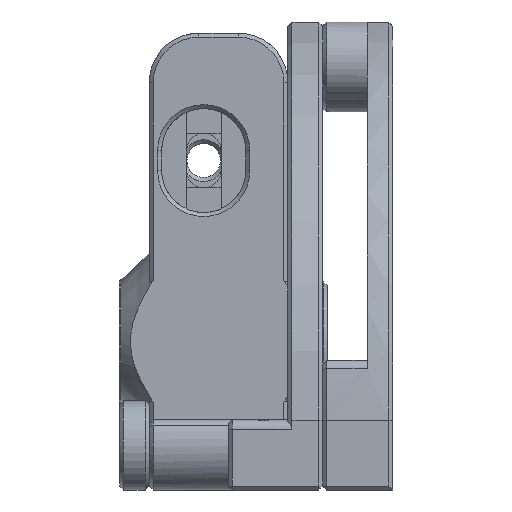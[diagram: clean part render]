
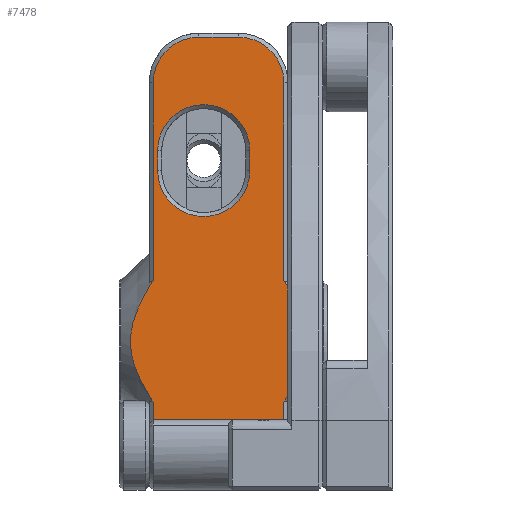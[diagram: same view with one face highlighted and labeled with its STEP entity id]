
A CAD part, front view. The second image highlights one B-rep face of the part: STEP entity #7478.
In plain terms, the highlighted planar face has unit normal (0, -1, 0).
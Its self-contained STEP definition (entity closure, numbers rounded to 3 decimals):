
#69=(
BOUNDED_CURVE()
B_SPLINE_CURVE(2,(#11841,#11842,#11843),.UNSPECIFIED.,.F.,.F.)
B_SPLINE_CURVE_WITH_KNOTS((3,3),(0.316,0.381),
 .UNSPECIFIED.)
CURVE()
GEOMETRIC_REPRESENTATION_ITEM()
RATIONAL_B_SPLINE_CURVE((1.18,1.195,1.209))
REPRESENTATION_ITEM('')
);
#70=(
BOUNDED_CURVE()
B_SPLINE_CURVE(2,(#11845,#11846,#11847),.UNSPECIFIED.,.F.,.F.)
B_SPLINE_CURVE_WITH_KNOTS((3,3),(1.833,4.824),
 .UNSPECIFIED.)
CURVE()
GEOMETRIC_REPRESENTATION_ITEM()
RATIONAL_B_SPLINE_CURVE((2.157,2.742,2.157))
REPRESENTATION_ITEM('')
);
#71=(
BOUNDED_CURVE()
B_SPLINE_CURVE(2,(#11849,#11850,#11851),.UNSPECIFIED.,.F.,.F.)
B_SPLINE_CURVE_WITH_KNOTS((3,3),(1.881,1.946),
 .UNSPECIFIED.)
CURVE()
GEOMETRIC_REPRESENTATION_ITEM()
RATIONAL_B_SPLINE_CURVE((1.209,1.195,1.18))
REPRESENTATION_ITEM('')
);
#77=(
BOUNDED_CURVE()
B_SPLINE_CURVE(2,(#11917,#11918,#11919),.UNSPECIFIED.,.F.,.F.)
B_SPLINE_CURVE_WITH_KNOTS((3,3),(0.316,0.381),
 .UNSPECIFIED.)
CURVE()
GEOMETRIC_REPRESENTATION_ITEM()
RATIONAL_B_SPLINE_CURVE((1.18,1.195,1.209))
REPRESENTATION_ITEM('')
);
#78=(
BOUNDED_CURVE()
B_SPLINE_CURVE(2,(#11921,#11922,#11923),.UNSPECIFIED.,.F.,.F.)
B_SPLINE_CURVE_WITH_KNOTS((3,3),(1.875,4.911),
 .UNSPECIFIED.)
CURVE()
GEOMETRIC_REPRESENTATION_ITEM()
RATIONAL_B_SPLINE_CURVE((2.185,2.779,2.185))
REPRESENTATION_ITEM('')
);
#79=(
BOUNDED_CURVE()
B_SPLINE_CURVE(2,(#11925,#11926,#11927),.UNSPECIFIED.,.F.,.F.)
B_SPLINE_CURVE_WITH_KNOTS((3,3),(1.881,1.946),
 .UNSPECIFIED.)
CURVE()
GEOMETRIC_REPRESENTATION_ITEM()
RATIONAL_B_SPLINE_CURVE((1.209,1.195,1.18))
REPRESENTATION_ITEM('')
);
#112=FACE_BOUND('',#1087,.T.);
#207=PLANE('',#8157);
#612=FACE_OUTER_BOUND('',#1086,.T.);
#1086=EDGE_LOOP('',(#5720,#5721,#5722,#5723,#5724,#5725,#5726,#5727,#5728,
#5729,#5730,#5731,#5732,#5733));
#1087=EDGE_LOOP('',(#5734,#5735,#5736,#5737));
#1634=LINE('',#12271,#2234);
#1637=LINE('',#12280,#2237);
#1644=LINE('',#12299,#2244);
#1645=LINE('',#12303,#2245);
#1646=LINE('',#12306,#2246);
#1647=LINE('',#12308,#2247);
#1648=LINE('',#12310,#2248);
#1649=LINE('',#12311,#2249);
#2234=VECTOR('',#9623,10.);
#2237=VECTOR('',#9634,10.);
#2244=VECTOR('',#9653,10.);
#2245=VECTOR('',#9656,10.);
#2246=VECTOR('',#9659,10.);
#2247=VECTOR('',#9660,10.);
#2248=VECTOR('',#9661,10.);
#2249=VECTOR('',#9662,10.);
#2773=CIRCLE('',#8145,4.65);
#2775=CIRCLE('',#8149,4.65);
#2780=CIRCLE('',#8158,4.6);
#2781=CIRCLE('',#8159,4.6);
#3281=VERTEX_POINT('',#11836);
#3282=VERTEX_POINT('',#11840);
#3283=VERTEX_POINT('',#11844);
#3284=VERTEX_POINT('',#11848);
#3307=VERTEX_POINT('',#11912);
#3308=VERTEX_POINT('',#11916);
#3309=VERTEX_POINT('',#11920);
#3310=VERTEX_POINT('',#11924);
#3367=VERTEX_POINT('',#12260);
#3368=VERTEX_POINT('',#12262);
#3371=VERTEX_POINT('',#12269);
#3373=VERTEX_POINT('',#12275);
#3379=VERTEX_POINT('',#12298);
#3380=VERTEX_POINT('',#12300);
#3381=VERTEX_POINT('',#12302);
#3382=VERTEX_POINT('',#12304);
#3383=VERTEX_POINT('',#12307);
#3384=VERTEX_POINT('',#12309);
#4076=EDGE_CURVE('',#3281,#3282,#69,.T.);
#4077=EDGE_CURVE('',#3283,#3282,#70,.T.);
#4078=EDGE_CURVE('',#3283,#3284,#71,.T.);
#4106=EDGE_CURVE('',#3307,#3308,#77,.T.);
#4107=EDGE_CURVE('',#3309,#3308,#78,.T.);
#4108=EDGE_CURVE('',#3309,#3310,#79,.T.);
#4202=EDGE_CURVE('',#3367,#3368,#2773,.T.);
#4206=EDGE_CURVE('',#3371,#3367,#1634,.T.);
#4209=EDGE_CURVE('',#3373,#3371,#2775,.T.);
#4211=EDGE_CURVE('',#3368,#3373,#1637,.T.);
#4221=EDGE_CURVE('',#3379,#3307,#1644,.T.);
#4222=EDGE_CURVE('',#3380,#3379,#2780,.T.);
#4223=EDGE_CURVE('',#3381,#3380,#1645,.T.);
#4224=EDGE_CURVE('',#3382,#3381,#2781,.T.);
#4225=EDGE_CURVE('',#3284,#3382,#1646,.T.);
#4226=EDGE_CURVE('',#3383,#3281,#1647,.T.);
#4227=EDGE_CURVE('',#3384,#3383,#1648,.T.);
#4228=EDGE_CURVE('',#3310,#3384,#1649,.T.);
#5720=ORIENTED_EDGE('',*,*,#4108,.F.);
#5721=ORIENTED_EDGE('',*,*,#4107,.T.);
#5722=ORIENTED_EDGE('',*,*,#4106,.F.);
#5723=ORIENTED_EDGE('',*,*,#4221,.F.);
#5724=ORIENTED_EDGE('',*,*,#4222,.F.);
#5725=ORIENTED_EDGE('',*,*,#4223,.F.);
#5726=ORIENTED_EDGE('',*,*,#4224,.F.);
#5727=ORIENTED_EDGE('',*,*,#4225,.F.);
#5728=ORIENTED_EDGE('',*,*,#4078,.F.);
#5729=ORIENTED_EDGE('',*,*,#4077,.T.);
#5730=ORIENTED_EDGE('',*,*,#4076,.F.);
#5731=ORIENTED_EDGE('',*,*,#4226,.F.);
#5732=ORIENTED_EDGE('',*,*,#4227,.F.);
#5733=ORIENTED_EDGE('',*,*,#4228,.F.);
#5734=ORIENTED_EDGE('',*,*,#4202,.F.);
#5735=ORIENTED_EDGE('',*,*,#4206,.F.);
#5736=ORIENTED_EDGE('',*,*,#4209,.F.);
#5737=ORIENTED_EDGE('',*,*,#4211,.F.);
#7478=ADVANCED_FACE('',(#612,#112),#207,.T.);
#8145=AXIS2_PLACEMENT_3D('',#12263,#9615,#9616);
#8149=AXIS2_PLACEMENT_3D('',#12277,#9628,#9629);
#8157=AXIS2_PLACEMENT_3D('',#12297,#9651,#9652);
#8158=AXIS2_PLACEMENT_3D('',#12301,#9654,#9655);
#8159=AXIS2_PLACEMENT_3D('',#12305,#9657,#9658);
#9615=DIRECTION('center_axis',(0.,-1.,0.));
#9616=DIRECTION('ref_axis',(-1.,0.,0.));
#9623=DIRECTION('',(0.,0.,-1.));
#9628=DIRECTION('center_axis',(0.,-1.,0.));
#9629=DIRECTION('ref_axis',(1.,0.,0.));
#9634=DIRECTION('',(0.,0.,1.));
#9651=DIRECTION('center_axis',(0.,-1.,0.));
#9652=DIRECTION('ref_axis',(0.,0.,1.));
#9653=DIRECTION('',(0.,0.,-1.));
#9654=DIRECTION('center_axis',(0.,1.,0.));
#9655=DIRECTION('ref_axis',(0.707,0.,0.707));
#9656=DIRECTION('',(1.,0.,0.));
#9657=DIRECTION('center_axis',(0.,1.,0.));
#9658=DIRECTION('ref_axis',(-0.707,0.,0.707));
#9659=DIRECTION('',(0.,0.,1.));
#9660=DIRECTION('',(0.,0.,1.));
#9661=DIRECTION('',(-1.,0.,0.));
#9662=DIRECTION('',(0.,0.,-1.));
#11836=CARTESIAN_POINT('',(-24.175,-15.5,-6.123));
#11840=CARTESIAN_POINT('',(-24.575,-15.5,-5.496));
#11841=CARTESIAN_POINT('Ctrl Pts',(-24.175,-15.5,-6.123));
#11842=CARTESIAN_POINT('Ctrl Pts',(-24.386,-15.5,-5.803));
#11843=CARTESIAN_POINT('Ctrl Pts',(-24.575,-15.5,-5.496));
#11844=CARTESIAN_POINT('',(-24.575,-15.5,5.496));
#11845=CARTESIAN_POINT('Ctrl Pts',(-24.575,-15.5,5.496));
#11846=CARTESIAN_POINT('Ctrl Pts',(-27.969,-15.5,0.));
#11847=CARTESIAN_POINT('Ctrl Pts',(-24.575,-15.5,-5.496));
#11848=CARTESIAN_POINT('',(-24.175,-15.5,6.123));
#11849=CARTESIAN_POINT('Ctrl Pts',(-24.575,-15.5,5.496));
#11850=CARTESIAN_POINT('Ctrl Pts',(-24.386,-15.5,5.803));
#11851=CARTESIAN_POINT('Ctrl Pts',(-24.175,-15.5,6.123));
#11912=CARTESIAN_POINT('',(-10.975,-15.5,6.123));
#11916=CARTESIAN_POINT('',(-10.575,-15.5,5.496));
#11917=CARTESIAN_POINT('Ctrl Pts',(-10.975,-15.5,6.123));
#11918=CARTESIAN_POINT('Ctrl Pts',(-10.764,-15.5,5.803));
#11919=CARTESIAN_POINT('Ctrl Pts',(-10.575,-15.5,5.496));
#11920=CARTESIAN_POINT('',(-10.575,-15.5,-5.496));
#11921=CARTESIAN_POINT('Ctrl Pts',(-10.575,-15.5,-5.496));
#11922=CARTESIAN_POINT('Ctrl Pts',(-7.181,-15.5,0.));
#11923=CARTESIAN_POINT('Ctrl Pts',(-10.575,-15.5,5.496));
#11924=CARTESIAN_POINT('',(-10.975,-15.5,-6.123));
#11925=CARTESIAN_POINT('Ctrl Pts',(-10.575,-15.5,-5.496));
#11926=CARTESIAN_POINT('Ctrl Pts',(-10.764,-15.5,-5.803));
#11927=CARTESIAN_POINT('Ctrl Pts',(-10.975,-15.5,-6.123));
#12260=CARTESIAN_POINT('',(-23.725,-15.5,17.25));
#12262=CARTESIAN_POINT('',(-14.425,-15.5,17.25));
#12263=CARTESIAN_POINT('Origin',(-19.075,-15.5,17.25));
#12269=CARTESIAN_POINT('',(-23.725,-15.5,19.25));
#12271=CARTESIAN_POINT('',(-23.725,-15.5,2.875));
#12275=CARTESIAN_POINT('',(-14.425,-15.5,19.25));
#12277=CARTESIAN_POINT('Origin',(-19.075,-15.5,19.25));
#12280=CARTESIAN_POINT('',(-14.425,-15.5,3.875));
#12297=CARTESIAN_POINT('Origin',(-10.575,-15.5,-11.5));
#12298=CARTESIAN_POINT('',(-10.975,-15.5,26.1));
#12299=CARTESIAN_POINT('',(-10.975,-15.5,-1.725));
#12300=CARTESIAN_POINT('',(-15.575,-15.5,30.7));
#12301=CARTESIAN_POINT('Origin',(-15.575,-15.5,26.1));
#12302=CARTESIAN_POINT('',(-19.575,-15.5,30.7));
#12303=CARTESIAN_POINT('',(-10.575,-15.5,30.7));
#12304=CARTESIAN_POINT('',(-24.175,-15.5,26.1));
#12305=CARTESIAN_POINT('Origin',(-19.575,-15.5,26.1));
#12306=CARTESIAN_POINT('',(-24.175,-15.5,-1.725));
#12307=CARTESIAN_POINT('',(-24.175,-15.5,-11.5));
#12308=CARTESIAN_POINT('',(-24.175,-15.5,-1.725));
#12309=CARTESIAN_POINT('',(-10.975,-15.5,-11.5));
#12310=CARTESIAN_POINT('',(-10.575,-15.5,-11.5));
#12311=CARTESIAN_POINT('',(-10.975,-15.5,-1.725));
